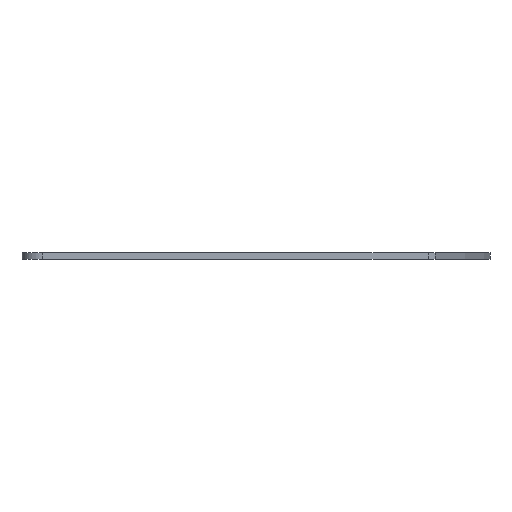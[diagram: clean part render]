
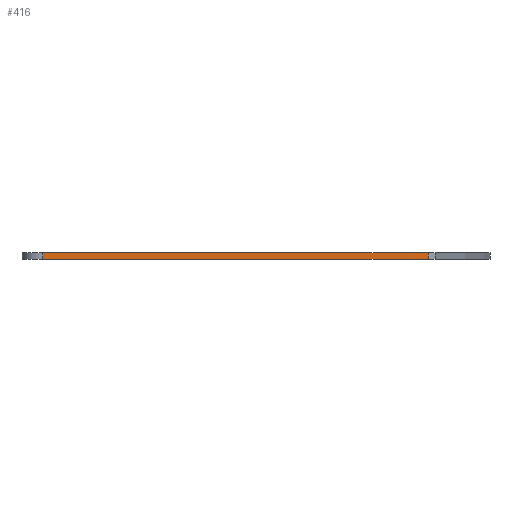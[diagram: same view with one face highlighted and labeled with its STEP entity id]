
A CAD part, left-side view. The second image highlights one B-rep face of the part: STEP entity #416.
In plain terms, the highlighted planar face has unit normal (-1, 0, 0).
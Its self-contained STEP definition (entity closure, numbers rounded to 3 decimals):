
#63 = DIRECTION ( 'NONE',  ( 0., 0., -1. ) ) ;
#90 = ORIENTED_EDGE ( 'NONE', *, *, #93, .T. ) ;
#93 = EDGE_CURVE ( 'NONE', #446, #186, #505, .T. ) ;
#109 = VERTEX_POINT ( 'NONE', #644 ) ;
#131 = VERTEX_POINT ( 'NONE', #566 ) ;
#148 = DIRECTION ( 'NONE',  ( 0., 0., -1. ) ) ;
#161 = DIRECTION ( 'NONE',  ( 1., 0., 0. ) ) ;
#183 = VECTOR ( 'NONE', #63, 1000. ) ;
#186 = VERTEX_POINT ( 'NONE', #383 ) ;
#196 = EDGE_CURVE ( 'NONE', #131, #186, #702, .T. ) ;
#204 = EDGE_LOOP ( 'NONE', ( #90, #776, #651, #302 ) ) ;
#205 = AXIS2_PLACEMENT_3D ( 'NONE', #228, #161, #345 ) ;
#210 = CARTESIAN_POINT ( 'NONE',  ( 0., 280., 5. ) ) ;
#228 = CARTESIAN_POINT ( 'NONE',  ( 0., 0., 5. ) ) ;
#302 = ORIENTED_EDGE ( 'NONE', *, *, #599, .T. ) ;
#324 = CARTESIAN_POINT ( 'NONE',  ( 0., 0., 5. ) ) ;
#345 = DIRECTION ( 'NONE',  ( 0., 0., -1. ) ) ;
#369 = EDGE_CURVE ( 'NONE', #109, #131, #742, .T. ) ;
#383 = CARTESIAN_POINT ( 'NONE',  ( 0., 0., 0. ) ) ;
#416 = ADVANCED_FACE ( 'NONE', ( #482 ), #811, .F. ) ;
#424 = VECTOR ( 'NONE', #148, 1000. ) ;
#446 = VERTEX_POINT ( 'NONE', #595 ) ;
#462 = VECTOR ( 'NONE', #557, 1000. ) ;
#482 = FACE_OUTER_BOUND ( 'NONE', #204, .T. ) ;
#505 = LINE ( 'NONE', #707, #646 ) ;
#557 = DIRECTION ( 'NONE',  ( 0., -1., 0. ) ) ;
#566 = CARTESIAN_POINT ( 'NONE',  ( 0., 0., 5. ) ) ;
#595 = CARTESIAN_POINT ( 'NONE',  ( 0., 280., 0. ) ) ;
#599 = EDGE_CURVE ( 'NONE', #109, #446, #806, .T. ) ;
#644 = CARTESIAN_POINT ( 'NONE',  ( 0., 280., 5. ) ) ;
#646 = VECTOR ( 'NONE', #768, 1000. ) ;
#651 = ORIENTED_EDGE ( 'NONE', *, *, #369, .F. ) ;
#702 = LINE ( 'NONE', #324, #183 ) ;
#707 = CARTESIAN_POINT ( 'NONE',  ( 0., 0., 0. ) ) ;
#742 = LINE ( 'NONE', #771, #462 ) ;
#768 = DIRECTION ( 'NONE',  ( 0., -1., 0. ) ) ;
#771 = CARTESIAN_POINT ( 'NONE',  ( 0., 0., 5. ) ) ;
#776 = ORIENTED_EDGE ( 'NONE', *, *, #196, .F. ) ;
#806 = LINE ( 'NONE', #210, #424 ) ;
#811 = PLANE ( 'NONE',  #205 ) ;
